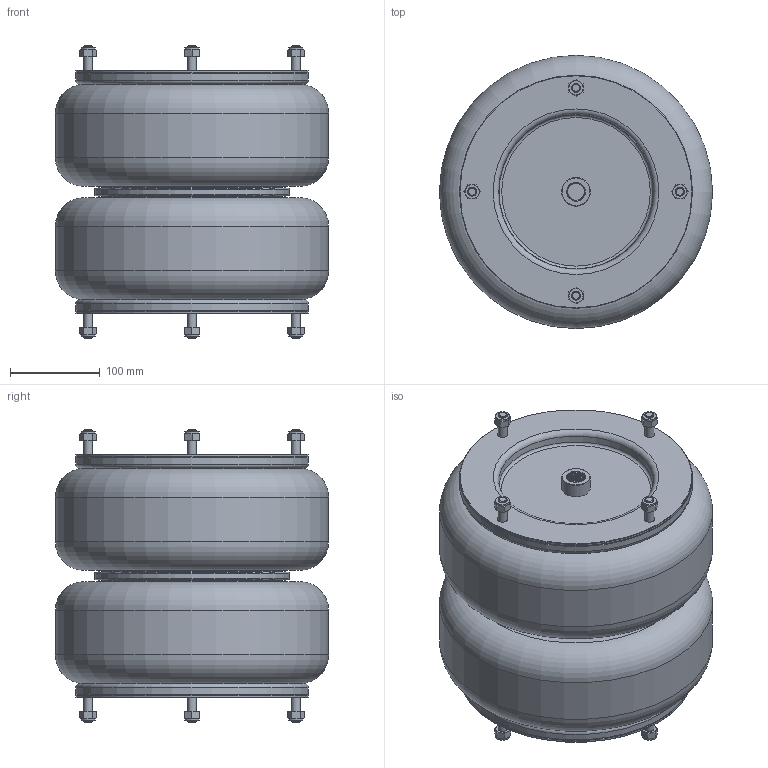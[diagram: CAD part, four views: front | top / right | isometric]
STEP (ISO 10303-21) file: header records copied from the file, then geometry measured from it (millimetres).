
FILE_DESCRIPTION(/* description */ (''),/* implementation_level */ '2;1');
FILE_NAME(/* name */ '6W-12x2E-01.stp',/* time_stamp */ '2021-06-14T06:57:54+02:00',/* author */ (''),/* organization */ (''),/* preprocessor_version */ 'ST-DEVELOPER v18.1',/* originating_system */ 'SIEMENS PLM Software NX 1965',/* authorisation */ '');
FILE_SCHEMA (('AP203_CONFIGURATION_CONTROLLED_3D_DESIGN_OF_MECHANICAL_PARTS_AND_ASSEMBLIES_MIM_LF { 1 0 10303 403 2 1 2}'));
Length unit declared in the file: millimetre
Products named in the file (1): hoff2D2CDE50odc8
Bounding box: 304.8 x 304.8 x 325.9 mm (x, y, z)
Volume: 2202113.1 mm3; surface area: 1289789.3 mm2
Topology: 50 solids, 78 shells, 421 faces, 833 edges, 481 vertices
Faces by surface type: cone 147, plane 117, torus 98, cylinder 57, bspline 2
Full cylindrical faces by diameter (mm): 8.782 x8, 9 x8, 10 x8, 11.5 x8, 27 x2, 32 x1, 185.7 x4, 191 x1, 191.7 x2, 213.3 x2, 217 x1, 254 x2, 260 x4, 296.8 x2, 304.8 x2
Entity records: 11421 total; most frequent: CARTESIAN_POINT 3753, DIRECTION 1504, ORIENTED_EDGE 1110, AXIS2_PLACEMENT_3D 728, EDGE_LOOP 578, EDGE_CURVE 555, FACE_BOUND 466, VERTEX_POINT 461
